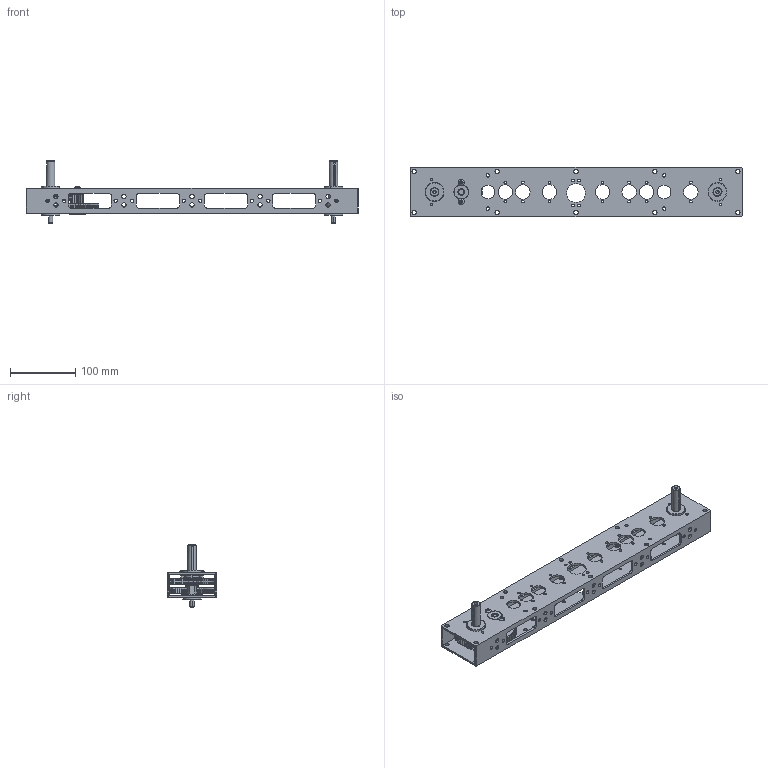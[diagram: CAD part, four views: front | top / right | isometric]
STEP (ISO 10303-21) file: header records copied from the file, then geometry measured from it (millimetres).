
FILE_DESCRIPTION (( 'STEP AP203' ), '1' );
FILE_NAME ('am-0949 two shafts - 1 motor input.STEP', '2013-01-07T19:17:40', ( '' ), ( '' ), 'SwSTEP 2.0', 'SolidWorks 2010', '' );
FILE_SCHEMA (( 'CONFIG_CONTROL_DESIGN' ));
Length unit declared in the file: inch
Products named in the file (15): am-0949 two shafts - 1 motor input; NanoTube20 3-outputV3; Spacer am-1151; FR6; R6ZZ Bearing; Toughbox d07; Toughbox 14T Small Cluster; Toughbox 50T Large Cluster; Toughbox 50T Output; BHCS 10-32 x 0.375_SBHCSCREW 0.19-32x0.5-HX-C; Toughbox Nano d04 am-0506; FR6ZZ-L Bearing; FR8ZZ Hex Bearing; 500-e-klip; 051x0500 pvc spacer am-1186
Assembly tree (19 placements, depth 2):
  am-0949 two shafts - 1 motor input
    BHCS 10-32 x 0.375_SBHCSCREW 0.19-32x0.5-HX-C  x2
    R6ZZ Bearing
    FR8ZZ Hex Bearing  x2
    Toughbox Nano d04 am-0506  x2
    Toughbox 50T Large Cluster
    051x0500 pvc spacer am-1186
    500-e-klip  x2
    FR6ZZ-L Bearing  x2
    Spacer am-1151
    Toughbox 14T Small Cluster
    Toughbox 50T Output
    FR6
    Toughbox d07
    NanoTube20 3-outputV3
Bounding box: 508 x 76.2 x 95.12 mm (x, y, z)
Volume: 371837 mm3; surface area: 234042.7 mm2
Topology: 19 solids, 19 shells, 1235 faces, 3418 edges, 2240 vertices
Faces by surface type: cylinder 918, plane 227, cone 82, sphere 4, torus 4
Entity records: 38362 total; most frequent: DIRECTION 7023, CARTESIAN_POINT 6264, ORIENTED_EDGE 6100, EDGE_CURVE 3050, AXIS2_PLACEMENT_3D 2905, VERTEX_POINT 2010, CIRCLE 1799, EDGE_LOOP 1420
